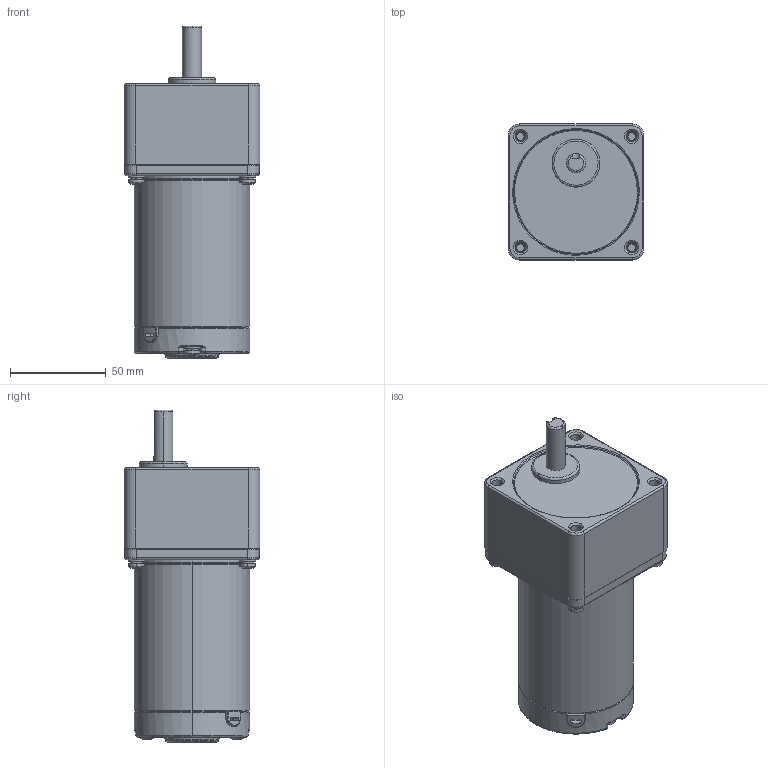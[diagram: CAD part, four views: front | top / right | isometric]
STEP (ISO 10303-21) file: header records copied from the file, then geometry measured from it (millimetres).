
FILE_DESCRIPTION (( 'STEP AP203' ), '1' );
FILE_NAME ('装配体15.STEP', '2015-08-25T01:16:33', ( '微软用户' ), ( '微软中国' ), 'SwSTEP 2.0', 'SolidWorks 2011', '' );
FILE_SCHEMA (( 'CONFIG_CONTROL_DESIGN' ));
Length unit declared in the file: millimetre
Products named in the file (9): 蚾饜极15; 70-25w_asm; LUDING; TANDIAN; PENGDIAN; QIANGAI-70; JIKE; HOUGAI; 3gn1
Assembly tree (23 placements, depth 3):
  蚾饜极15
    70-25w_asm
      TANDIAN  x6
      LUDING  x6
      PENGDIAN  x6
      HOUGAI
      QIANGAI-70
      JIKE
    3gn1
Bounding box: 70.8 x 70.8 x 173 mm (x, y, z)
Volume: 279154.5 mm3; surface area: 81305.7 mm2
Topology: 23 solids, 23 shells, 611 faces, 1427 edges, 870 vertices
Faces by surface type: cone 199, cylinder 198, plane 147, bspline 62, torus 5
Entity records: 11618 total; most frequent: CARTESIAN_POINT 3879, DIRECTION 1373, ORIENTED_EDGE 1328, EDGE_CURVE 664, AXIS2_PLACEMENT_3D 563, VERTEX_POINT 410, EDGE_LOOP 320, CIRCLE 302
